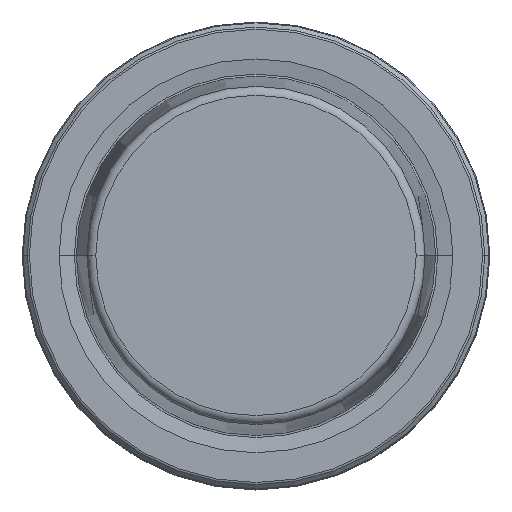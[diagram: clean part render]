
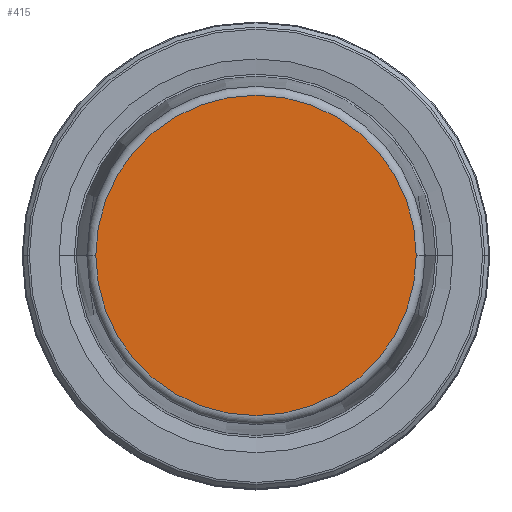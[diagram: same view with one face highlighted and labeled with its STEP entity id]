
A CAD part, top view. The second image highlights one B-rep face of the part: STEP entity #415.
In plain terms, the highlighted planar face has unit normal (0, 0, 1).
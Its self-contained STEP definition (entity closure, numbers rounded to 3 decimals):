
#110 = PLANE ( 'NONE',  #965 ) ;
#196 = CARTESIAN_POINT ( 'NONE',  ( 21.581, 0., 31.9 ) ) ;
#211 = DIRECTION ( 'NONE',  ( -1., 0., 0. ) ) ;
#236 = FACE_OUTER_BOUND ( 'NONE', #535, .T. ) ;
#266 = CARTESIAN_POINT ( 'NONE',  ( 0., 0., 31.9 ) ) ;
#319 = ORIENTED_EDGE ( 'NONE', *, *, #600, .T. ) ;
#335 = CARTESIAN_POINT ( 'NONE',  ( 0., 0., 31.9 ) ) ;
#389 = CIRCLE ( 'NONE', #998, 21.581 ) ;
#415 = ADVANCED_FACE ( 'NONE', ( #236 ), #110, .F. ) ;
#423 = CARTESIAN_POINT ( 'NONE',  ( 0., 0., 31.9 ) ) ;
#443 = VERTEX_POINT ( 'NONE', #511 ) ;
#511 = CARTESIAN_POINT ( 'NONE',  ( -21.581, 0., 31.9 ) ) ;
#535 = EDGE_LOOP ( 'NONE', ( #319, #833 ) ) ;
#543 = VERTEX_POINT ( 'NONE', #196 ) ;
#600 = EDGE_CURVE ( 'NONE', #543, #443, #1215, .T. ) ;
#691 = DIRECTION ( 'NONE',  ( 0., 0., 1. ) ) ;
#817 = DIRECTION ( 'NONE',  ( 1., 0., 0. ) ) ;
#833 = ORIENTED_EDGE ( 'NONE', *, *, #985, .T. ) ;
#880 = AXIS2_PLACEMENT_3D ( 'NONE', #266, #691, #1152 ) ;
#965 = AXIS2_PLACEMENT_3D ( 'NONE', #423, #1030, #211 ) ;
#985 = EDGE_CURVE ( 'NONE', #443, #543, #389, .T. ) ;
#998 = AXIS2_PLACEMENT_3D ( 'NONE', #335, #1019, #817 ) ;
#1019 = DIRECTION ( 'NONE',  ( 0., 0., 1. ) ) ;
#1030 = DIRECTION ( 'NONE',  ( 0., 0., -1. ) ) ;
#1152 = DIRECTION ( 'NONE',  ( 1., 0., 0. ) ) ;
#1215 = CIRCLE ( 'NONE', #880, 21.581 ) ;
